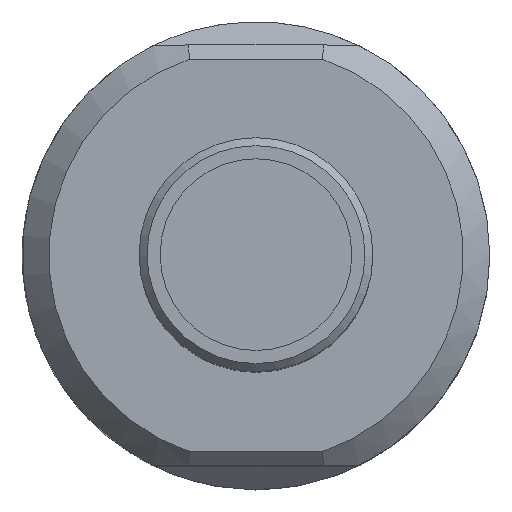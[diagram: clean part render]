
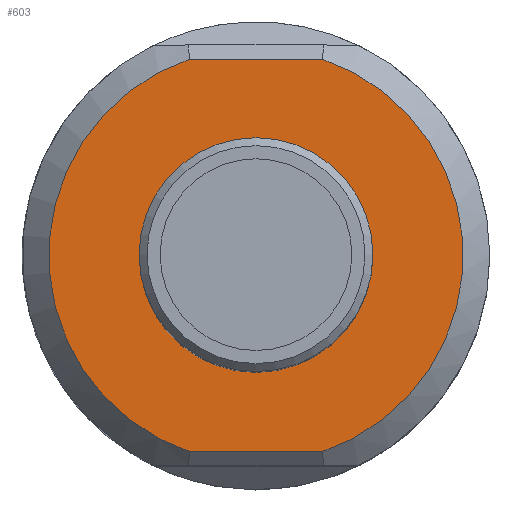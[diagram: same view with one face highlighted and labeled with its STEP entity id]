
A CAD part, top view. The second image highlights one B-rep face of the part: STEP entity #603.
In plain terms, the highlighted planar face has unit normal (0, 0, 1).
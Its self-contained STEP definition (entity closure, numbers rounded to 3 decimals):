
#36=LINE('',#886,#46);
#37=LINE('',#887,#47);
#46=VECTOR('',#718,1000.);
#47=VECTOR('',#719,1000.);
#56=PLANE('',#646);
#67=CIRCLE('',#642,22.15);
#68=CIRCLE('',#644,22.15);
#70=CIRCLE('',#647,12.5);
#104=ORIENTED_EDGE('',*,*,#196,.F.);
#105=ORIENTED_EDGE('',*,*,#197,.F.);
#106=ORIENTED_EDGE('',*,*,#189,.T.);
#107=ORIENTED_EDGE('',*,*,#198,.T.);
#108=ORIENTED_EDGE('',*,*,#191,.T.);
#189=EDGE_CURVE('',#231,#235,#67,.T.);
#191=EDGE_CURVE('',#238,#236,#68,.T.);
#196=EDGE_CURVE('',#242,#242,#70,.T.);
#197=EDGE_CURVE('',#231,#236,#36,.T.);
#198=EDGE_CURVE('',#235,#238,#37,.T.);
#231=VERTEX_POINT('',#839);
#235=VERTEX_POINT('',#856);
#236=VERTEX_POINT('',#863);
#238=VERTEX_POINT('',#866);
#242=VERTEX_POINT('',#885);
#279=EDGE_LOOP('',(#104));
#280=EDGE_LOOP('',(#105,#106,#107,#108));
#333=FACE_BOUND('',#279,.T.);
#334=FACE_BOUND('',#280,.T.);
#603=ADVANCED_FACE('',(#333,#334),#56,.F.);
#642=AXIS2_PLACEMENT_3D('',#857,#706,#707);
#644=AXIS2_PLACEMENT_3D('',#865,#710,#711);
#646=AXIS2_PLACEMENT_3D('',#883,#714,#715);
#647=AXIS2_PLACEMENT_3D('',#884,#716,#717);
#706=DIRECTION('',(0.,0.,1.));
#707=DIRECTION('',(1.,0.,0.));
#710=DIRECTION('',(0.,0.,1.));
#711=DIRECTION('',(1.,0.,0.));
#714=DIRECTION('',(0.,0.,-1.));
#715=DIRECTION('',(-1.,0.,0.));
#716=DIRECTION('',(0.,0.,1.));
#717=DIRECTION('',(1.,0.,0.));
#718=DIRECTION('',(-1.,0.,0.));
#719=DIRECTION('',(-1.,0.,0.));
#839=CARTESIAN_POINT('',(7.044,-21.,60.));
#856=CARTESIAN_POINT('',(7.044,21.,60.));
#857=CARTESIAN_POINT('',(0.,0.,60.));
#863=CARTESIAN_POINT('',(-7.044,-21.,60.));
#865=CARTESIAN_POINT('',(0.,0.,60.));
#866=CARTESIAN_POINT('',(-7.044,21.,60.));
#883=CARTESIAN_POINT('',(12.5,0.,60.));
#884=CARTESIAN_POINT('',(0.,0.,60.));
#885=CARTESIAN_POINT('',(12.5,0.,60.));
#886=CARTESIAN_POINT('',(24.314,-21.,60.));
#887=CARTESIAN_POINT('',(24.314,21.,60.));
